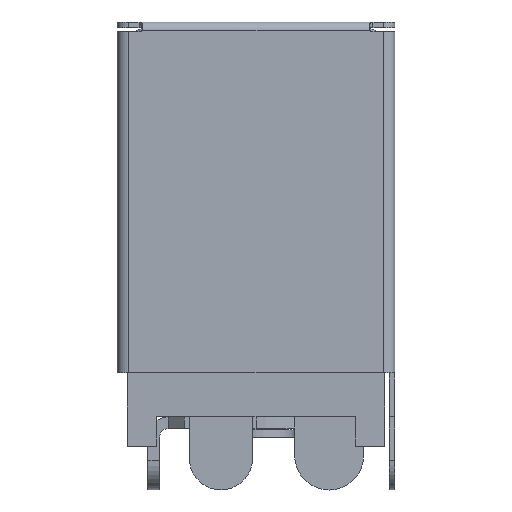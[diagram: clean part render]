
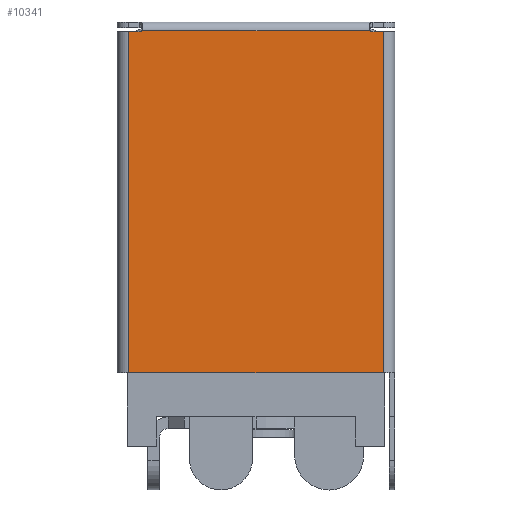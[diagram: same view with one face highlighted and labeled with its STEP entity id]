
A CAD part, front view. The second image highlights one B-rep face of the part: STEP entity #10341.
In plain terms, the highlighted face is planar.
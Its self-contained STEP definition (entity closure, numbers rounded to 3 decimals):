
#681=PLANE('',#11224);
#1181=FACE_OUTER_BOUND('',#1741,.T.);
#1741=EDGE_LOOP('',(#8872,#8873,#8874,#8875,#8876,#8877,#8878,#8879));
#2437=LINE('',#17659,#3452);
#2507=LINE('',#17874,#3522);
#2540=LINE('',#17963,#3555);
#2656=LINE('',#18367,#3671);
#2692=LINE('',#18481,#3707);
#2807=LINE('',#19001,#3822);
#3452=VECTOR('',#12792,1000.);
#3522=VECTOR('',#12970,1000.);
#3555=VECTOR('',#13043,1000.);
#3671=VECTOR('',#13317,1000.);
#3707=VECTOR('',#13401,1000.);
#3822=VECTOR('',#13730,1000.);
#4093=CIRCLE('',#11152,0.15);
#4118=CIRCLE('',#11225,0.15);
#4689=VERTEX_POINT('',#17492);
#4734=VERTEX_POINT('',#17657);
#4735=VERTEX_POINT('',#17658);
#4825=VERTEX_POINT('',#17872);
#4826=VERTEX_POINT('',#17873);
#4862=VERTEX_POINT('',#17961);
#4955=VERTEX_POINT('',#18365);
#4979=VERTEX_POINT('',#18480);
#5904=EDGE_CURVE('',#4734,#4735,#2437,.T.);
#6013=EDGE_CURVE('',#4825,#4826,#2507,.T.);
#6056=EDGE_CURVE('',#4862,#4826,#2540,.T.);
#6211=EDGE_CURVE('',#4734,#4955,#2656,.T.);
#6255=EDGE_CURVE('',#4979,#4689,#2692,.T.);
#6328=EDGE_CURVE('',#4979,#4862,#4093,.T.);
#6408=EDGE_CURVE('',#4735,#4689,#4118,.T.);
#6409=EDGE_CURVE('',#4825,#4955,#2807,.T.);
#8872=ORIENTED_EDGE('',*,*,#6013,.T.);
#8873=ORIENTED_EDGE('',*,*,#6056,.F.);
#8874=ORIENTED_EDGE('',*,*,#6328,.F.);
#8875=ORIENTED_EDGE('',*,*,#6255,.T.);
#8876=ORIENTED_EDGE('',*,*,#6408,.F.);
#8877=ORIENTED_EDGE('',*,*,#5904,.F.);
#8878=ORIENTED_EDGE('',*,*,#6211,.T.);
#8879=ORIENTED_EDGE('',*,*,#6409,.F.);
#10341=ADVANCED_FACE('',(#1181),#681,.F.);
#11152=AXIS2_PLACEMENT_3D('',#18741,#13527,#13528);
#11224=AXIS2_PLACEMENT_3D('',#18999,#13726,#13727);
#11225=AXIS2_PLACEMENT_3D('',#19000,#13728,#13729);
#12792=DIRECTION('',(1.,0.,0.));
#12970=DIRECTION('',(0.,-1.,0.));
#13043=DIRECTION('',(1.,0.,0.));
#13317=DIRECTION('',(0.,1.,0.));
#13401=DIRECTION('',(-1.,0.,0.));
#13527=DIRECTION('center_axis',(0.,0.,-1.));
#13528=DIRECTION('ref_axis',(-0.667,0.745,0.));
#13726=DIRECTION('center_axis',(0.,0.,1.));
#13727=DIRECTION('ref_axis',(1.,0.,0.));
#13728=DIRECTION('center_axis',(0.,0.,-1.));
#13729=DIRECTION('ref_axis',(0.,1.,0.));
#13730=DIRECTION('',(-1.,0.,0.));
#17492=CARTESIAN_POINT('',(-3.9,-8.85,-5.6));
#17657=CARTESIAN_POINT('',(-4.35,-8.812,-5.6));
#17658=CARTESIAN_POINT('',(-4.,-8.812,-5.6));
#17659=CARTESIAN_POINT('',(-4.35,-8.812,-5.6));
#17872=CARTESIAN_POINT('',(4.35,2.848,-5.6));
#17873=CARTESIAN_POINT('',(4.35,-8.812,-5.6));
#17874=CARTESIAN_POINT('',(4.35,2.848,-5.6));
#17961=CARTESIAN_POINT('',(4.,-8.812,-5.6));
#17963=CARTESIAN_POINT('',(4.,-8.812,-5.6));
#18365=CARTESIAN_POINT('',(-4.35,2.848,-5.6));
#18367=CARTESIAN_POINT('',(-4.35,-8.812,-5.6));
#18480=CARTESIAN_POINT('',(3.9,-8.85,-5.6));
#18481=CARTESIAN_POINT('',(3.9,-8.85,-5.6));
#18741=CARTESIAN_POINT('Origin',(4.,-8.962,-5.6));
#18999=CARTESIAN_POINT('Origin',(0.,-3.001,-5.6));
#19000=CARTESIAN_POINT('Origin',(-4.,-8.962,-5.6));
#19001=CARTESIAN_POINT('',(4.35,2.848,-5.6));
